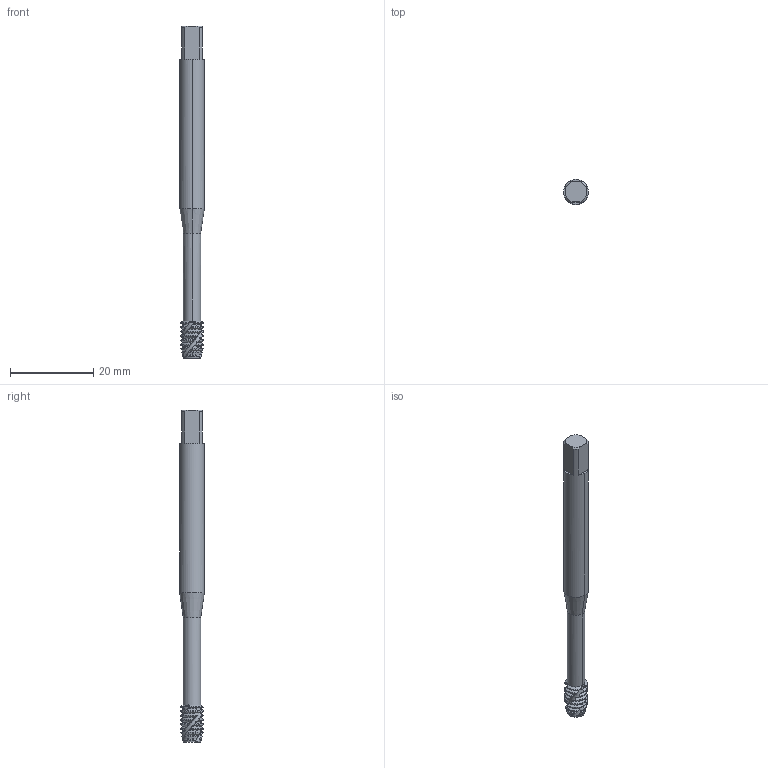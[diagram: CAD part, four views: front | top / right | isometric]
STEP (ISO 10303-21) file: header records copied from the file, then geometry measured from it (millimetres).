
FILE_DESCRIPTION(('no description'),'unknown implementation level');
FILE_NAME('solidtvxQ2a1DFJulhHm3diIwtm1UI_8_1.STP',' ',('CIM GmbH Aachen'),('CADClick - KiM GmbH - www.kimweb.de'),'unknown preprocess','ACIS','unknown authorization');
FILE_SCHEMA(('automotive_design'));
Length unit declared in the file: millimetre
Products named in the file (2): 1; 2
Bounding box: 6 x 6 x 80 mm (x, y, z)
Volume: 1775.3 mm3; surface area: 1666.2 mm2
Topology: 2 solids, 2 shells, 234 faces, 666 edges, 431 vertices
Faces by surface type: cone 102, cylinder 79, bspline 27, plane 17, revolution 9
Entity records: 20795 total; most frequent: CARTESIAN_POINT 7892, STYLED_ITEM 1328, PRESENTATION_STYLE_ASSIGNMENT 1328, COLOUR_RGB 1328, ORIENTED_EDGE 1322, DIRECTION 967, EDGE_CURVE 661, CURVE_STYLE 661
